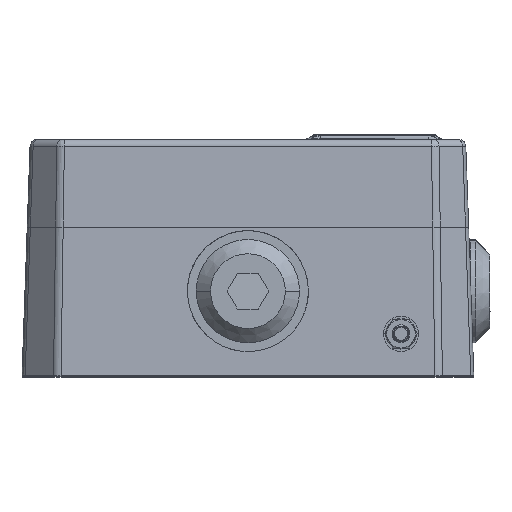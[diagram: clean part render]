
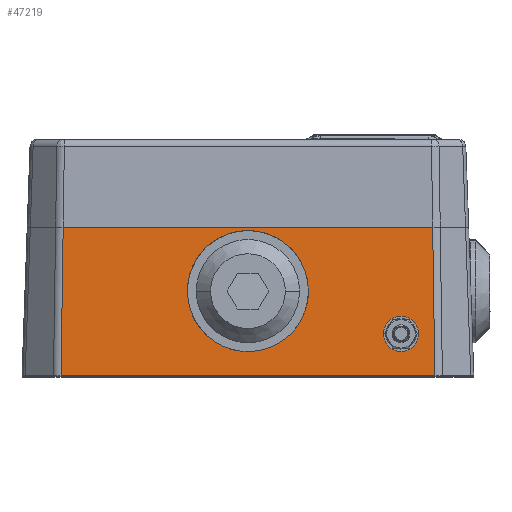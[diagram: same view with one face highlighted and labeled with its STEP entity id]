
A CAD part, top view. The second image highlights one B-rep face of the part: STEP entity #47219.
In plain terms, the highlighted planar face has unit normal (0, 0.035, 0.999).
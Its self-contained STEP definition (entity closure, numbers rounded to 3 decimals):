
#351 = CARTESIAN_POINT ( 'NONE',  ( 51.895, 0., 60. ) ) ;
#1453 = CARTESIAN_POINT ( 'NONE',  ( 45.5, -35., 61.222 ) ) ;
#3317 = EDGE_CURVE ( 'NONE', #43911, #27590, #8393, .T. ) ;
#3683 = ORIENTED_EDGE ( 'NONE', *, *, #7352, .T. ) ;
#4089 = CARTESIAN_POINT ( 'NONE',  ( 51.895, -0.018, 60.001 ) ) ;
#4452 = ORIENTED_EDGE ( 'NONE', *, *, #3317, .T. ) ;
#5900 =( BOUNDED_CURVE ( )  B_SPLINE_CURVE ( 3, ( #16734, #50003, #44308, #55539 ),
 .UNSPECIFIED., .F., .F. ) 
 B_SPLINE_CURVE_WITH_KNOTS ( ( 4, 4 ),
 ( 4.712, 7.854 ),
 .UNSPECIFIED. ) 
 CURVE ( )  GEOMETRIC_REPRESENTATION_ITEM ( )  RATIONAL_B_SPLINE_CURVE ( ( 1., 0.333, 0.333, 1. ) ) 
 REPRESENTATION_ITEM ( '' )  );
#6088 = ORIENTED_EDGE ( 'NONE', *, *, #67555, .T. ) ;
#6942 = ORIENTED_EDGE ( 'NONE', *, *, #37244, .T. ) ;
#7015 = ORIENTED_EDGE ( 'NONE', *, *, #70057, .F. ) ;
#7329 = ORIENTED_EDGE ( 'NONE', *, *, #49669, .F. ) ;
#7352 = EDGE_CURVE ( 'NONE', #27590, #57878, #37997, .T. ) ;
#8322 = FACE_BOUND ( 'NONE', #54076, .T. ) ;
#8393 = LINE ( 'NONE', #71003, #51004 ) ;
#16734 = CARTESIAN_POINT ( 'NONE',  ( 17., -18., 60.629 ) ) ;
#17353 = CARTESIAN_POINT ( 'NONE',  ( 40.5, -25., 60.873 ) ) ;
#17746 = LINE ( 'NONE', #42259, #58427 ) ;
#19471 = EDGE_LOOP ( 'NONE', ( #6942, #6088, #4452, #3683 ) ) ;
#20218 = EDGE_LOOP ( 'NONE', ( #7329, #7015 ) ) ;
#21406 = CARTESIAN_POINT ( 'NONE',  ( 52.5, -41.793, 61.459 ) ) ;
#23088 = VERTEX_POINT ( 'NONE', #44865 ) ;
#23133 = FACE_BOUND ( 'NONE', #20218, .T. ) ;
#23616 = DIRECTION ( 'NONE',  ( 0., 0.035, 0.999 ) ) ;
#23748 = VECTOR ( 'NONE', #43170, 1000. ) ;
#27590 = VERTEX_POINT ( 'NONE', #66174 ) ;
#27650 = CARTESIAN_POINT ( 'NONE',  ( -17., -52., 61.816 ) ) ;
#28292 = CARTESIAN_POINT ( 'NONE',  ( 45.5, -30., 61.048 ) ) ;
#28293 = VERTEX_POINT ( 'NONE', #351 ) ;
#32553 = CARTESIAN_POINT ( 'NONE',  ( -51.895, 0., 60. ) ) ;
#33290 = CARTESIAN_POINT ( 'NONE',  ( 17., -18., 60.629 ) ) ;
#34885 = EDGE_CURVE ( 'NONE', #63697, #39725, #5900, .T. ) ;
#35428 = CARTESIAN_POINT ( 'NONE',  ( 40.5, -30., 61.048 ) ) ;
#36228 =( BOUNDED_CURVE ( )  B_SPLINE_CURVE ( 3, ( #55267, #27650, #66173, #33290 ),
 .UNSPECIFIED., .F., .F. ) 
 B_SPLINE_CURVE_WITH_KNOTS ( ( 4, 4 ),
 ( 1.571, 4.712 ),
 .UNSPECIFIED. ) 
 CURVE ( )  GEOMETRIC_REPRESENTATION_ITEM ( )  RATIONAL_B_SPLINE_CURVE ( ( 1., 0.333, 0.333, 1. ) ) 
 REPRESENTATION_ITEM ( '' )  );
#36249 = VECTOR ( 'NONE', #61784, 1000. ) ;
#37244 = EDGE_CURVE ( 'NONE', #57878, #28293, #66024, .T. ) ;
#37997 = LINE ( 'NONE', #60607, #36249 ) ;
#38041 = FACE_OUTER_BOUND ( 'NONE', #19471, .T. ) ;
#39725 = VERTEX_POINT ( 'NONE', #57752 ) ;
#40624 = CARTESIAN_POINT ( 'NONE',  ( 45.5, -30., 61.048 ) ) ;
#42259 = CARTESIAN_POINT ( 'NONE',  ( 53.137, 0., 60. ) ) ;
#43067 = AXIS2_PLACEMENT_3D ( 'NONE', #56832, #23616, #62292 ) ;
#43170 = DIRECTION ( 'NONE',  ( -0.014, 0.999, -0.035 ) ) ;
#43452 = ORIENTED_EDGE ( 'NONE', *, *, #70985, .F. ) ;
#43499 = CARTESIAN_POINT ( 'NONE',  ( 17., -18., 60.629 ) ) ;
#43911 = VERTEX_POINT ( 'NONE', #32553 ) ;
#44308 = CARTESIAN_POINT ( 'NONE',  ( -17., 16., 59.441 ) ) ;
#44865 = CARTESIAN_POINT ( 'NONE',  ( 45.5, -30., 61.048 ) ) ;
#47219 = ADVANCED_FACE ( 'NONE', ( #23133, #38041, #8322 ), #62057, .T. ) ;
#48008 = DIRECTION ( 'NONE',  ( -1., 0., 0. ) ) ;
#49669 = EDGE_CURVE ( 'NONE', #64111, #23088, #65427, .T. ) ;
#50003 = CARTESIAN_POINT ( 'NONE',  ( 17., 16., 59.441 ) ) ;
#51004 = VECTOR ( 'NONE', #70878, 1000. ) ;
#54076 = EDGE_LOOP ( 'NONE', ( #43452, #59163 ) ) ;
#55267 = CARTESIAN_POINT ( 'NONE',  ( -17., -18., 60.629 ) ) ;
#55539 = CARTESIAN_POINT ( 'NONE',  ( -17., -18., 60.629 ) ) ;
#56124 = CARTESIAN_POINT ( 'NONE',  ( 40.5, -30., 61.048 ) ) ;
#56832 = CARTESIAN_POINT ( 'NONE',  ( 53.137, 0., 60. ) ) ;
#57752 = CARTESIAN_POINT ( 'NONE',  ( -17., -18., 60.629 ) ) ;
#57878 = VERTEX_POINT ( 'NONE', #21406 ) ;
#58427 = VECTOR ( 'NONE', #48008, 1000. ) ;
#59163 = ORIENTED_EDGE ( 'NONE', *, *, #34885, .F. ) ;
#60607 = CARTESIAN_POINT ( 'NONE',  ( 52.503, -41.793, 61.459 ) ) ;
#61374 = CARTESIAN_POINT ( 'NONE',  ( 45.5, -25., 60.873 ) ) ;
#61784 = DIRECTION ( 'NONE',  ( 1., 0., 0. ) ) ;
#62057 = PLANE ( 'NONE',  #43067 ) ;
#62292 = DIRECTION ( 'NONE',  ( 0., -0.999, 0.035 ) ) ;
#62349 = CARTESIAN_POINT ( 'NONE',  ( 40.5, -30., 61.048 ) ) ;
#62644 =( BOUNDED_CURVE ( )  B_SPLINE_CURVE ( 3, ( #28292, #61374, #17353, #56124 ),
 .UNSPECIFIED., .F., .F. ) 
 B_SPLINE_CURVE_WITH_KNOTS ( ( 4, 4 ),
 ( 4.712, 7.854 ),
 .UNSPECIFIED. ) 
 CURVE ( )  GEOMETRIC_REPRESENTATION_ITEM ( )  RATIONAL_B_SPLINE_CURVE ( ( 1., 0.333, 0.333, 1. ) ) 
 REPRESENTATION_ITEM ( '' )  );
#63697 = VERTEX_POINT ( 'NONE', #43499 ) ;
#64111 = VERTEX_POINT ( 'NONE', #35428 ) ;
#65427 =( BOUNDED_CURVE ( )  B_SPLINE_CURVE ( 3, ( #62349, #67820, #1453, #40624 ),
 .UNSPECIFIED., .F., .T. ) 
 B_SPLINE_CURVE_WITH_KNOTS ( ( 4, 4 ),
 ( 1.571, 4.712 ),
 .UNSPECIFIED. ) 
 CURVE ( )  GEOMETRIC_REPRESENTATION_ITEM ( )  RATIONAL_B_SPLINE_CURVE ( ( 1., 0.333, 0.333, 1. ) ) 
 REPRESENTATION_ITEM ( '' )  );
#66024 = LINE ( 'NONE', #4089, #23748 ) ;
#66173 = CARTESIAN_POINT ( 'NONE',  ( 17., -52., 61.816 ) ) ;
#66174 = CARTESIAN_POINT ( 'NONE',  ( -52.5, -41.793, 61.459 ) ) ;
#67555 = EDGE_CURVE ( 'NONE', #28293, #43911, #17746, .T. ) ;
#67820 = CARTESIAN_POINT ( 'NONE',  ( 40.5, -35., 61.222 ) ) ;
#70057 = EDGE_CURVE ( 'NONE', #23088, #64111, #62644, .T. ) ;
#70878 = DIRECTION ( 'NONE',  ( -0.014, -0.999, 0.035 ) ) ;
#70985 = EDGE_CURVE ( 'NONE', #39725, #63697, #36228, .T. ) ;
#71003 = CARTESIAN_POINT ( 'NONE',  ( -51.873, 1.517, 59.947 ) ) ;
